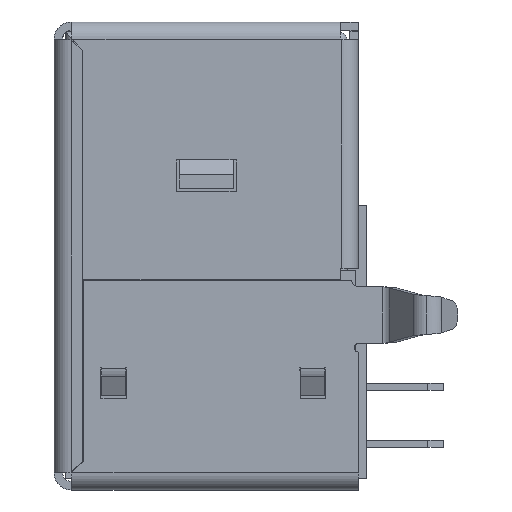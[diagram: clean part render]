
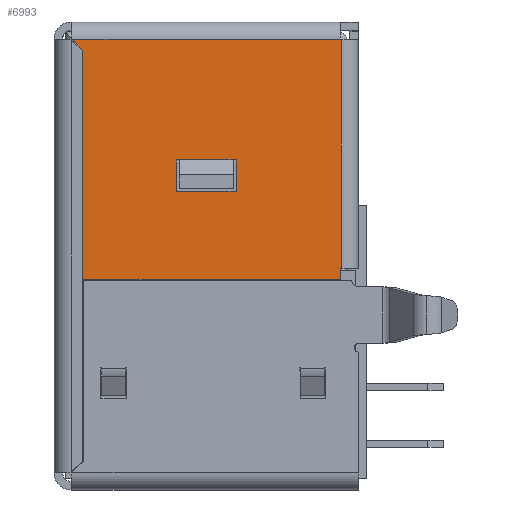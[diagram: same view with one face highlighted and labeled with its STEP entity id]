
A CAD part, left-side view. The second image highlights one B-rep face of the part: STEP entity #6993.
In plain terms, the highlighted planar face has unit normal (-1, 0, 0).
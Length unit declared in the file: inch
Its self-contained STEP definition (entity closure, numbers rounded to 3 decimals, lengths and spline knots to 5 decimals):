
#39 = VECTOR ( 'NONE', #2819, 39.37008 ) ;
#768 = VECTOR ( 'NONE', #5959, 39.37008 ) ;
#829 = CARTESIAN_POINT ( 'NONE',  ( -0.23819, -0.01575, -0.63386 ) ) ;
#1130 = EDGE_CURVE ( 'NONE', #12673, #4406, #4926, .T. ) ;
#1284 = ORIENTED_EDGE ( 'NONE', *, *, #5814, .T. ) ;
#1427 = CARTESIAN_POINT ( 'NONE',  ( -0.23819, 0.36558, -0.02559 ) ) ;
#1461 = CARTESIAN_POINT ( 'NONE',  ( -0.23819, 0.00787, -0.01102 ) ) ;
#1601 = ORIENTED_EDGE ( 'NONE', *, *, #5003, .F. ) ;
#1709 = EDGE_CURVE ( 'NONE', #8385, #3806, #3802, .T. ) ;
#1873 = CARTESIAN_POINT ( 'NONE',  ( -0.23819, 0.38071, -0.63386 ) ) ;
#1932 = FACE_BOUND ( 'NONE', #13401, .T. ) ;
#1942 = ORIENTED_EDGE ( 'NONE', *, *, #9061, .F. ) ;
#2004 = DIRECTION ( 'NONE',  ( 0., -1., 0. ) ) ;
#2158 = EDGE_LOOP ( 'NONE', ( #1942, #13726, #4528, #8473, #2241, #7682, #7365, #1284, #13773, #10214 ) ) ;
#2241 = ORIENTED_EDGE ( 'NONE', *, *, #6885, .F. ) ;
#2528 = CARTESIAN_POINT ( 'NONE',  ( -0.23819, 0.36558, -0.02559 ) ) ;
#2585 = VECTOR ( 'NONE', #7323, 39.37008 ) ;
#2819 = DIRECTION ( 'NONE',  ( 0., 1., 0. ) ) ;
#2904 = VERTEX_POINT ( 'NONE', #5695 ) ;
#3226 = VERTEX_POINT ( 'NONE', #14529 ) ;
#3329 = VECTOR ( 'NONE', #9489, 39.37008 ) ;
#3478 = CARTESIAN_POINT ( 'NONE',  ( -0.23819, 0.00906, -0.01102 ) ) ;
#3538 = DIRECTION ( 'NONE',  ( 0., 0., 1. ) ) ;
#3566 = LINE ( 'NONE', #1427, #11373 ) ;
#3802 = LINE ( 'NONE', #1873, #7483 ) ;
#3806 = VERTEX_POINT ( 'NONE', #5486 ) ;
#3825 = CARTESIAN_POINT ( 'NONE',  ( -0.23819, -0.01575, -0.01102 ) ) ;
#3924 = CARTESIAN_POINT ( 'NONE',  ( -0.23819, 0.23622, -0.22047 ) ) ;
#4002 = VERTEX_POINT ( 'NONE', #8000 ) ;
#4017 = LINE ( 'NONE', #8512, #13003 ) ;
#4083 = DIRECTION ( 'NONE',  ( 0., -0.707, -0.707 ) ) ;
#4094 = CARTESIAN_POINT ( 'NONE',  ( -0.23819, 0.23622, -0.17717 ) ) ;
#4299 = DIRECTION ( 'NONE',  ( -1., 0., 0. ) ) ;
#4395 = CARTESIAN_POINT ( 'NONE',  ( -0.23819, 0.15354, -0.22047 ) ) ;
#4406 = VERTEX_POINT ( 'NONE', #3478 ) ;
#4528 = ORIENTED_EDGE ( 'NONE', *, *, #10835, .T. ) ;
#4650 = VECTOR ( 'NONE', #9429, 39.37008 ) ;
#4926 = LINE ( 'NONE', #3825, #4650 ) ;
#5003 = EDGE_CURVE ( 'NONE', #7683, #8818, #5109, .T. ) ;
#5109 = LINE ( 'NONE', #4094, #7296 ) ;
#5381 = EDGE_CURVE ( 'NONE', #14514, #12867, #11753, .T. ) ;
#5486 = CARTESIAN_POINT ( 'NONE',  ( -0.23819, 0.38071, -0.01047 ) ) ;
#5554 = EDGE_CURVE ( 'NONE', #12867, #7683, #13225, .T. ) ;
#5676 = VECTOR ( 'NONE', #7767, 39.37008 ) ;
#5695 = CARTESIAN_POINT ( 'NONE',  ( -0.23819, 0.00906, -0.00984 ) ) ;
#5814 = EDGE_CURVE ( 'NONE', #3226, #12673, #12547, .T. ) ;
#5959 = DIRECTION ( 'NONE',  ( 0., -1., 0. ) ) ;
#6077 = CARTESIAN_POINT ( 'NONE',  ( -0.23819, 0.23622, -0.17717 ) ) ;
#6083 = LINE ( 'NONE', #11487, #3329 ) ;
#6093 = LINE ( 'NONE', #8245, #768 ) ;
#6369 = DIRECTION ( 'NONE',  ( 0., 0., -1. ) ) ;
#6398 = EDGE_CURVE ( 'NONE', #14405, #4002, #6083, .T. ) ;
#6563 = CARTESIAN_POINT ( 'NONE',  ( -0.23819, 0.23622, -0.17717 ) ) ;
#6885 = EDGE_CURVE ( 'NONE', #14405, #10797, #14108, .T. ) ;
#6993 = ADVANCED_FACE ( 'NONE', ( #7545, #1932 ), #14396, .T. ) ;
#7194 = DIRECTION ( 'NONE',  ( 0., 1., 0. ) ) ;
#7296 = VECTOR ( 'NONE', #7194, 39.37008 ) ;
#7323 = DIRECTION ( 'NONE',  ( 0., -1., 0. ) ) ;
#7365 = ORIENTED_EDGE ( 'NONE', *, *, #13769, .T. ) ;
#7483 = VECTOR ( 'NONE', #6369, 39.37008 ) ;
#7490 = EDGE_CURVE ( 'NONE', #8818, #14514, #12395, .T. ) ;
#7545 = FACE_OUTER_BOUND ( 'NONE', #2158, .T. ) ;
#7608 = CARTESIAN_POINT ( 'NONE',  ( -0.23819, 0.23622, -0.22047 ) ) ;
#7617 = DIRECTION ( 'NONE',  ( 0., 0., 1. ) ) ;
#7682 = ORIENTED_EDGE ( 'NONE', *, *, #6398, .T. ) ;
#7683 = VERTEX_POINT ( 'NONE', #11655 ) ;
#7767 = DIRECTION ( 'NONE',  ( 0., 0., 1. ) ) ;
#8000 = CARTESIAN_POINT ( 'NONE',  ( -0.23819, 0.00906, -0.32677 ) ) ;
#8245 = CARTESIAN_POINT ( 'NONE',  ( -0.23819, -0.01575, -0.32677 ) ) ;
#8385 = VERTEX_POINT ( 'NONE', #8844 ) ;
#8473 = ORIENTED_EDGE ( 'NONE', *, *, #13383, .F. ) ;
#8512 = CARTESIAN_POINT ( 'NONE',  ( -0.23819, -2.12748, -0.00984 ) ) ;
#8818 = VERTEX_POINT ( 'NONE', #6077 ) ;
#8844 = CARTESIAN_POINT ( 'NONE',  ( -0.23819, 0.38071, -0.00984 ) ) ;
#9061 = EDGE_CURVE ( 'NONE', #8385, #2904, #4017, .T. ) ;
#9429 = DIRECTION ( 'NONE',  ( 0., 1., 0. ) ) ;
#9467 = CARTESIAN_POINT ( 'NONE',  ( -0.23819, -0.01575, -0.34252 ) ) ;
#9489 = DIRECTION ( 'NONE',  ( 0., 0., 1. ) ) ;
#9528 = CARTESIAN_POINT ( 'NONE',  ( -0.23819, 0.00906, -0.34252 ) ) ;
#9898 = VECTOR ( 'NONE', #7617, 39.37008 ) ;
#10195 = DIRECTION ( 'NONE',  ( 0., 0., -1. ) ) ;
#10214 = ORIENTED_EDGE ( 'NONE', *, *, #11765, .T. ) ;
#10335 = CARTESIAN_POINT ( 'NONE',  ( -0.23819, 0.00787, -0.63386 ) ) ;
#10634 = AXIS2_PLACEMENT_3D ( 'NONE', #829, #4299, #2004 ) ;
#10797 = VERTEX_POINT ( 'NONE', #14113 ) ;
#10835 = EDGE_CURVE ( 'NONE', #3806, #13402, #13012, .T. ) ;
#11373 = VECTOR ( 'NONE', #12573, 39.37008 ) ;
#11487 = CARTESIAN_POINT ( 'NONE',  ( -0.23819, 0.00906, -0.63386 ) ) ;
#11655 = CARTESIAN_POINT ( 'NONE',  ( -0.23819, 0.15354, -0.17717 ) ) ;
#11753 = LINE ( 'NONE', #3924, #2585 ) ;
#11765 = EDGE_CURVE ( 'NONE', #4406, #2904, #13300, .T. ) ;
#12126 = CARTESIAN_POINT ( 'NONE',  ( -0.23819, 0.38071, -0.01047 ) ) ;
#12312 = VECTOR ( 'NONE', #4083, 39.37008 ) ;
#12395 = LINE ( 'NONE', #6563, #13004 ) ;
#12547 = LINE ( 'NONE', #10335, #13200 ) ;
#12573 = DIRECTION ( 'NONE',  ( 0., 0., 1. ) ) ;
#12613 = CARTESIAN_POINT ( 'NONE',  ( -0.23819, 0.00906, -0.63386 ) ) ;
#12673 = VERTEX_POINT ( 'NONE', #1461 ) ;
#12867 = VERTEX_POINT ( 'NONE', #4395 ) ;
#13003 = VECTOR ( 'NONE', #13027, 39.37008 ) ;
#13004 = VECTOR ( 'NONE', #10195, 39.37008 ) ;
#13012 = LINE ( 'NONE', #12126, #12312 ) ;
#13027 = DIRECTION ( 'NONE',  ( 0., -1., 0. ) ) ;
#13131 = ORIENTED_EDGE ( 'NONE', *, *, #7490, .F. ) ;
#13200 = VECTOR ( 'NONE', #3538, 39.37008 ) ;
#13225 = LINE ( 'NONE', #14538, #9898 ) ;
#13300 = LINE ( 'NONE', #12613, #5676 ) ;
#13383 = EDGE_CURVE ( 'NONE', #10797, #13402, #3566, .T. ) ;
#13401 = EDGE_LOOP ( 'NONE', ( #13131, #1601, #14524, #13967 ) ) ;
#13402 = VERTEX_POINT ( 'NONE', #2528 ) ;
#13726 = ORIENTED_EDGE ( 'NONE', *, *, #1709, .T. ) ;
#13769 = EDGE_CURVE ( 'NONE', #4002, #3226, #6093, .T. ) ;
#13773 = ORIENTED_EDGE ( 'NONE', *, *, #1130, .T. ) ;
#13967 = ORIENTED_EDGE ( 'NONE', *, *, #5381, .F. ) ;
#14108 = LINE ( 'NONE', #9467, #39 ) ;
#14113 = CARTESIAN_POINT ( 'NONE',  ( -0.23819, 0.36558, -0.34252 ) ) ;
#14396 = PLANE ( 'NONE',  #10634 ) ;
#14405 = VERTEX_POINT ( 'NONE', #9528 ) ;
#14514 = VERTEX_POINT ( 'NONE', #7608 ) ;
#14524 = ORIENTED_EDGE ( 'NONE', *, *, #5554, .F. ) ;
#14529 = CARTESIAN_POINT ( 'NONE',  ( -0.23819, 0.00787, -0.32677 ) ) ;
#14538 = CARTESIAN_POINT ( 'NONE',  ( -0.23819, 0.15354, -0.17717 ) ) ;
